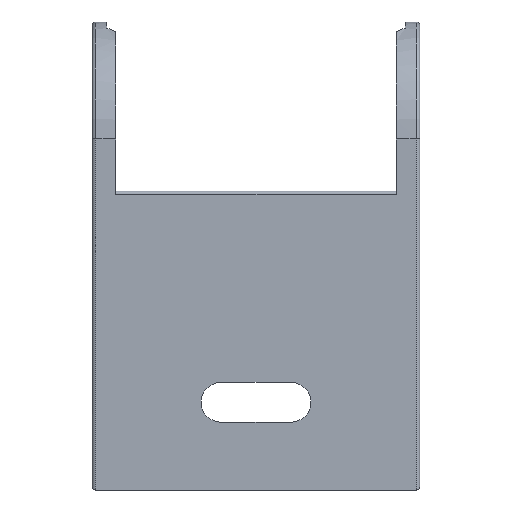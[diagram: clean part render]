
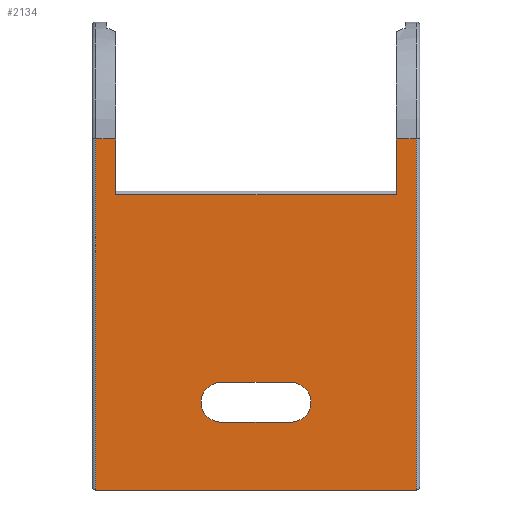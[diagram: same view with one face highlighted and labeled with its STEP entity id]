
A CAD part, front view. The second image highlights one B-rep face of the part: STEP entity #2134.
In plain terms, the highlighted planar face has unit normal (0, -1, 0).
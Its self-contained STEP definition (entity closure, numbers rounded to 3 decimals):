
#1 = CARTESIAN_POINT ( 'NONE',  ( 14., -10., -30. ) ) ;
#36 = VECTOR ( 'NONE', #1231, 1000. ) ;
#52 = DIRECTION ( 'NONE',  ( 0., 0., 1. ) ) ;
#56 = FACE_BOUND ( 'NONE', #785, .T. ) ;
#71 = EDGE_CURVE ( 'NONE', #886, #234, #380, .T. ) ;
#93 = VERTEX_POINT ( 'NONE', #786 ) ;
#94 = DIRECTION ( 'NONE',  ( 0., 0., 1. ) ) ;
#127 = ORIENTED_EDGE ( 'NONE', *, *, #920, .T. ) ;
#130 = LINE ( 'NONE', #1579, #36 ) ;
#184 = EDGE_CURVE ( 'NONE', #1083, #320, #1197, .T. ) ;
#189 = AXIS2_PLACEMENT_3D ( 'NONE', #213, #1107, #1316 ) ;
#213 = CARTESIAN_POINT ( 'NONE',  ( 3., -10., -22.5 ) ) ;
#215 = ORIENTED_EDGE ( 'NONE', *, *, #1338, .T. ) ;
#218 = DIRECTION ( 'NONE',  ( -1., 0., 0. ) ) ;
#234 = VERTEX_POINT ( 'NONE', #1208 ) ;
#261 = VECTOR ( 'NONE', #725, 1000. ) ;
#294 = CARTESIAN_POINT ( 'NONE',  ( -12., -10., 0. ) ) ;
#295 = LINE ( 'NONE', #1982, #2109 ) ;
#296 = ORIENTED_EDGE ( 'NONE', *, *, #1853, .T. ) ;
#320 = VERTEX_POINT ( 'NONE', #701 ) ;
#380 = LINE ( 'NONE', #1, #261 ) ;
#392 = LINE ( 'NONE', #1355, #1756 ) ;
#396 = LINE ( 'NONE', #1336, #1998 ) ;
#444 = VERTEX_POINT ( 'NONE', #539 ) ;
#476 = VERTEX_POINT ( 'NONE', #2042 ) ;
#523 = VECTOR ( 'NONE', #94, 1000. ) ;
#539 = CARTESIAN_POINT ( 'NONE',  ( 3., -10., -20.8 ) ) ;
#603 = CIRCLE ( 'NONE', #680, 1.7 ) ;
#609 = VERTEX_POINT ( 'NONE', #616 ) ;
#616 = CARTESIAN_POINT ( 'NONE',  ( 12., -10., -4.749 ) ) ;
#635 = LINE ( 'NONE', #1152, #523 ) ;
#680 = AXIS2_PLACEMENT_3D ( 'NONE', #1878, #1692, #52 ) ;
#701 = CARTESIAN_POINT ( 'NONE',  ( -12., -10., -4.749 ) ) ;
#706 = ORIENTED_EDGE ( 'NONE', *, *, #2175, .T. ) ;
#725 = DIRECTION ( 'NONE',  ( -1., 0., 0. ) ) ;
#742 = ORIENTED_EDGE ( 'NONE', *, *, #2056, .T. ) ;
#781 = CARTESIAN_POINT ( 'NONE',  ( 13.7, -10., -30. ) ) ;
#785 = EDGE_LOOP ( 'NONE', ( #706, #296, #1651, #2322 ) ) ;
#786 = CARTESIAN_POINT ( 'NONE',  ( 3., -10., -24.2 ) ) ;
#818 = DIRECTION ( 'NONE',  ( 0., 0., -1. ) ) ;
#860 = CARTESIAN_POINT ( 'NONE',  ( -3., -10., -20.8 ) ) ;
#886 = VERTEX_POINT ( 'NONE', #781 ) ;
#905 = VECTOR ( 'NONE', #2333, 1000. ) ;
#914 = EDGE_CURVE ( 'NONE', #1469, #609, #396, .T. ) ;
#920 = EDGE_CURVE ( 'NONE', #886, #476, #635, .T. ) ;
#947 = VECTOR ( 'NONE', #818, 1000. ) ;
#990 = CARTESIAN_POINT ( 'NONE',  ( -12., -10., -30. ) ) ;
#994 = DIRECTION ( 'NONE',  ( 0., 0., -1. ) ) ;
#1018 = VERTEX_POINT ( 'NONE', #2255 ) ;
#1056 = EDGE_LOOP ( 'NONE', ( #2161, #1944, #1309, #127, #215, #1400, #742, #2088 ) ) ;
#1083 = VERTEX_POINT ( 'NONE', #294 ) ;
#1107 = DIRECTION ( 'NONE',  ( 0., 1., 0. ) ) ;
#1118 = CARTESIAN_POINT ( 'NONE',  ( -13.7, -10., 0. ) ) ;
#1130 = EDGE_CURVE ( 'NONE', #1083, #1969, #130, .T. ) ;
#1148 = VERTEX_POINT ( 'NONE', #1971 ) ;
#1152 = CARTESIAN_POINT ( 'NONE',  ( 13.7, -10., 0. ) ) ;
#1164 = PLANE ( 'NONE',  #1604 ) ;
#1197 = LINE ( 'NONE', #990, #2003 ) ;
#1208 = CARTESIAN_POINT ( 'NONE',  ( -13.7, -10., -30. ) ) ;
#1231 = DIRECTION ( 'NONE',  ( -1., 0., 0. ) ) ;
#1309 = ORIENTED_EDGE ( 'NONE', *, *, #71, .F. ) ;
#1316 = DIRECTION ( 'NONE',  ( 0., 0., 1. ) ) ;
#1336 = CARTESIAN_POINT ( 'NONE',  ( 12., -10., -30. ) ) ;
#1338 = EDGE_CURVE ( 'NONE', #476, #1469, #392, .T. ) ;
#1355 = CARTESIAN_POINT ( 'NONE',  ( 14., -10., 0. ) ) ;
#1400 = ORIENTED_EDGE ( 'NONE', *, *, #914, .T. ) ;
#1410 = CARTESIAN_POINT ( 'NONE',  ( 14., -10., -4.749 ) ) ;
#1469 = VERTEX_POINT ( 'NONE', #2155 ) ;
#1541 = LINE ( 'NONE', #1410, #1834 ) ;
#1566 = DIRECTION ( 'NONE',  ( -1., 0., 0. ) ) ;
#1579 = CARTESIAN_POINT ( 'NONE',  ( 14., -10., 0. ) ) ;
#1580 = DIRECTION ( 'NONE',  ( -1., 0., 0. ) ) ;
#1583 = CARTESIAN_POINT ( 'NONE',  ( -13.7, -10., -30. ) ) ;
#1604 = AXIS2_PLACEMENT_3D ( 'NONE', #1709, #2086, #2284 ) ;
#1651 = ORIENTED_EDGE ( 'NONE', *, *, #1907, .T. ) ;
#1692 = DIRECTION ( 'NONE',  ( 0., 1., 0. ) ) ;
#1709 = CARTESIAN_POINT ( 'NONE',  ( 14., -10., -30. ) ) ;
#1741 = EDGE_CURVE ( 'NONE', #1969, #234, #2116, .T. ) ;
#1756 = VECTOR ( 'NONE', #218, 1000. ) ;
#1799 = CIRCLE ( 'NONE', #189, 1.7 ) ;
#1834 = VECTOR ( 'NONE', #1566, 1000. ) ;
#1853 = EDGE_CURVE ( 'NONE', #1018, #1148, #603, .T. ) ;
#1878 = CARTESIAN_POINT ( 'NONE',  ( -3., -10., -22.5 ) ) ;
#1907 = EDGE_CURVE ( 'NONE', #1148, #444, #2010, .T. ) ;
#1938 = DIRECTION ( 'NONE',  ( 0., 0., -1. ) ) ;
#1944 = ORIENTED_EDGE ( 'NONE', *, *, #1741, .T. ) ;
#1966 = EDGE_CURVE ( 'NONE', #444, #93, #1799, .T. ) ;
#1969 = VERTEX_POINT ( 'NONE', #1118 ) ;
#1971 = CARTESIAN_POINT ( 'NONE',  ( -3., -10., -20.8 ) ) ;
#1982 = CARTESIAN_POINT ( 'NONE',  ( -3., -10., -24.2 ) ) ;
#1998 = VECTOR ( 'NONE', #994, 1000. ) ;
#2003 = VECTOR ( 'NONE', #1938, 1000. ) ;
#2010 = LINE ( 'NONE', #860, #905 ) ;
#2042 = CARTESIAN_POINT ( 'NONE',  ( 13.7, -10., 0. ) ) ;
#2056 = EDGE_CURVE ( 'NONE', #609, #320, #1541, .T. ) ;
#2086 = DIRECTION ( 'NONE',  ( 0., 1., 0. ) ) ;
#2088 = ORIENTED_EDGE ( 'NONE', *, *, #184, .F. ) ;
#2109 = VECTOR ( 'NONE', #1580, 1000. ) ;
#2116 = LINE ( 'NONE', #1583, #947 ) ;
#2134 = ADVANCED_FACE ( 'NONE', ( #56, #2256 ), #1164, .F. ) ;
#2155 = CARTESIAN_POINT ( 'NONE',  ( 12., -10., 0. ) ) ;
#2161 = ORIENTED_EDGE ( 'NONE', *, *, #1130, .T. ) ;
#2175 = EDGE_CURVE ( 'NONE', #93, #1018, #295, .T. ) ;
#2255 = CARTESIAN_POINT ( 'NONE',  ( -3., -10., -24.2 ) ) ;
#2256 = FACE_OUTER_BOUND ( 'NONE', #1056, .T. ) ;
#2284 = DIRECTION ( 'NONE',  ( 0., 0., 1. ) ) ;
#2322 = ORIENTED_EDGE ( 'NONE', *, *, #1966, .T. ) ;
#2333 = DIRECTION ( 'NONE',  ( 1., 0., 0. ) ) ;
